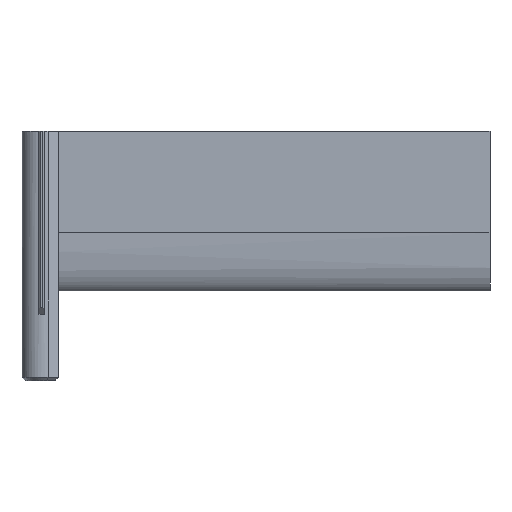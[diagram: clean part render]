
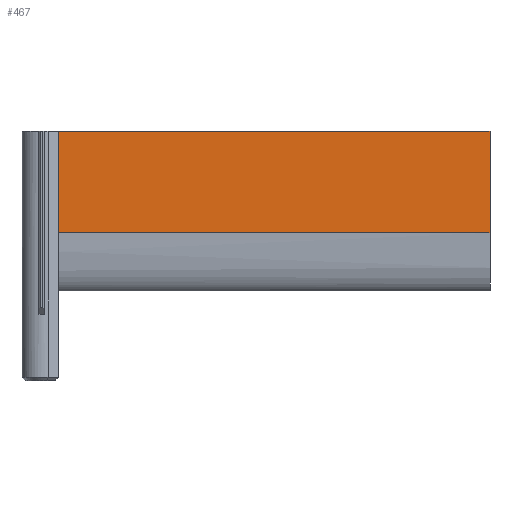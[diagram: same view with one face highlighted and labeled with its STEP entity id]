
A CAD part, top view. The second image highlights one B-rep face of the part: STEP entity #467.
In plain terms, the highlighted planar face has unit normal (0, 0, 1).
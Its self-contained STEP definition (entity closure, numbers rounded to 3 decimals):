
#53=FACE_OUTER_BOUND('',#79,.T.);
#79=EDGE_LOOP('',(#375,#376,#377,#378));
#101=LINE('',#669,#152);
#126=LINE('',#920,#177);
#127=LINE('',#923,#178);
#128=LINE('',#924,#179);
#152=VECTOR('',#541,10.);
#177=VECTOR('',#608,10.);
#178=VECTOR('',#611,10.);
#179=VECTOR('',#612,10.);
#200=VERTEX_POINT('',#661);
#203=VERTEX_POINT('',#667);
#228=VERTEX_POINT('',#819);
#229=VERTEX_POINT('',#922);
#245=EDGE_CURVE('',#203,#200,#101,.T.);
#283=EDGE_CURVE('',#203,#228,#126,.T.);
#284=EDGE_CURVE('',#229,#228,#127,.T.);
#285=EDGE_CURVE('',#200,#229,#128,.T.);
#375=ORIENTED_EDGE('',*,*,#284,.F.);
#376=ORIENTED_EDGE('',*,*,#285,.F.);
#377=ORIENTED_EDGE('',*,*,#245,.F.);
#378=ORIENTED_EDGE('',*,*,#283,.T.);
#444=PLANE('',#515);
#467=ADVANCED_FACE('',(#53),#444,.T.);
#515=AXIS2_PLACEMENT_3D('',#921,#609,#610);
#541=DIRECTION('',(0.,1.,0.));
#608=DIRECTION('',(1.,0.,0.));
#609=DIRECTION('center_axis',(0.,0.,1.));
#610=DIRECTION('ref_axis',(0.,-1.,0.));
#611=DIRECTION('',(0.,-1.,0.));
#612=DIRECTION('',(1.,0.,0.));
#661=CARTESIAN_POINT('',(-130.,385.,8.5));
#667=CARTESIAN_POINT('',(-130.,354.479,8.5));
#669=CARTESIAN_POINT('',(-130.,354.479,8.5));
#819=CARTESIAN_POINT('',(0.,354.479,8.5));
#920=CARTESIAN_POINT('',(0.,354.479,8.5));
#921=CARTESIAN_POINT('Origin',(0.,399.073,8.5));
#922=CARTESIAN_POINT('',(0.,385.,8.5));
#923=CARTESIAN_POINT('',(0.,394.037,8.5));
#924=CARTESIAN_POINT('',(0.,385.,8.5));
